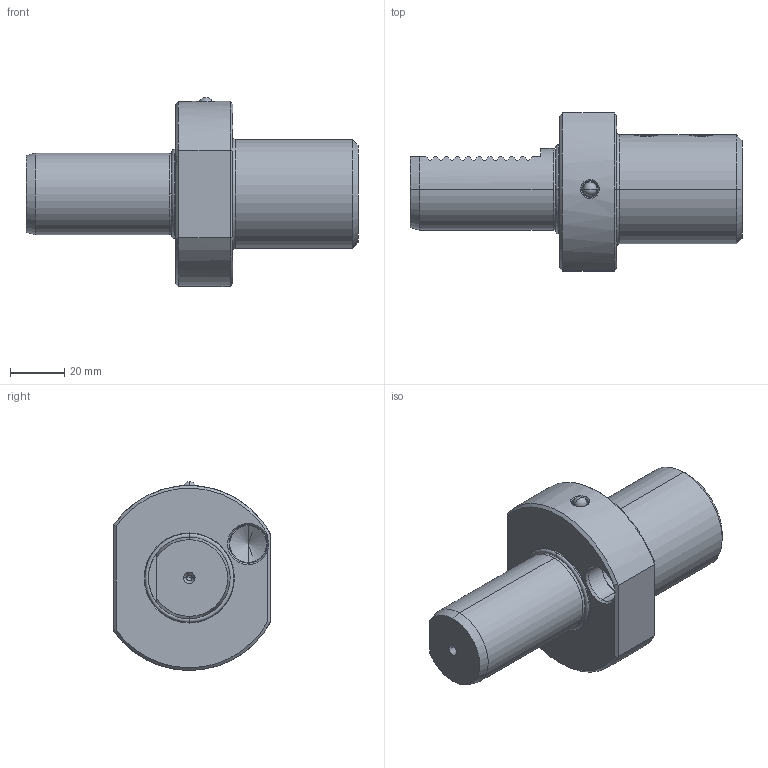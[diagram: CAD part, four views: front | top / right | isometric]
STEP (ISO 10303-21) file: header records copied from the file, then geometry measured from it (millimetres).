
FILE_DESCRIPTION (( 'STEP AP203' ), '1' );
FILE_NAME ('309.51.20.STEP', '2016-11-26T06:26:20', ( '' ), ( '' ), 'SwSTEP 2.0', 'SolidWorks 2012', '' );
FILE_SCHEMA (( 'CONFIG_CONTROL_DESIGN' ));
Length unit declared in the file: millimetre
Products named in the file (7): 管螺文螺絲; O型環; M10xP1x10 102-91-10; M10xP1x14 102-93-10; VDI30       E1_20; 6止水鉚珠; 309.51.20
Assembly tree (6 placements, depth 2):
  309.51.20
    VDI30       E1_20
    管螺文螺絲
    M10xP1x10 102-91-10
    M10xP1x14 102-93-10
    O型環
    6止水鉚珠
Bounding box: 122 x 58 x 69.46 mm (x, y, z)
Volume: 143224.7 mm3; surface area: 30939.9 mm2
Topology: 7 solids, 7 shells, 398 faces, 1035 edges, 647 vertices
Faces by surface type: cone 138, cylinder 138, plane 78, bspline 28, torus 14, sphere 2
Entity records: 35274 total; most frequent: CARTESIAN_POINT 25926, ORIENTED_EDGE 2044, DIRECTION 1546, EDGE_CURVE 1022, VERTEX_POINT 644, AXIS2_PLACEMENT_3D 584, EDGE_LOOP 416, FACE_OUTER_BOUND 398
